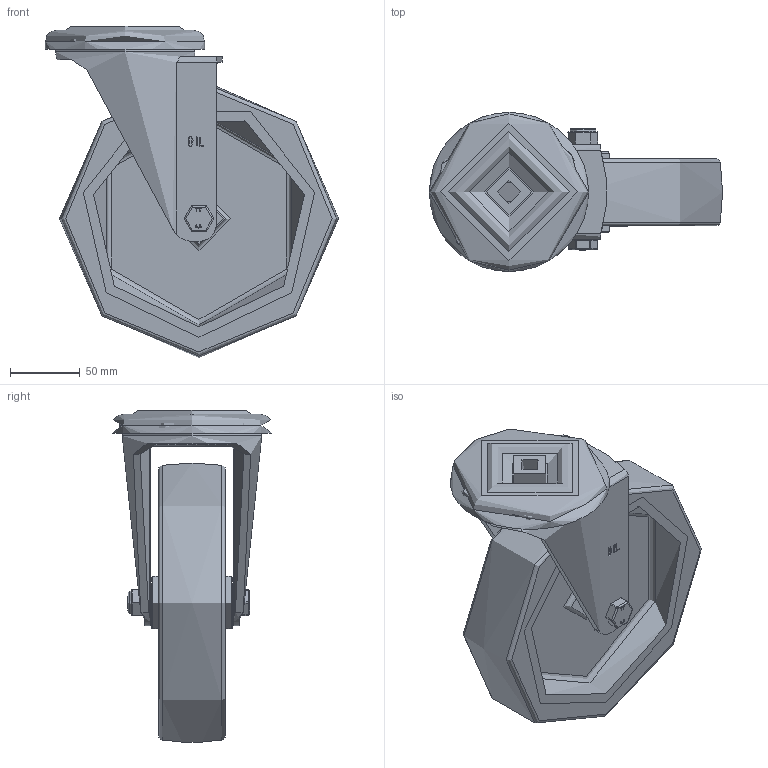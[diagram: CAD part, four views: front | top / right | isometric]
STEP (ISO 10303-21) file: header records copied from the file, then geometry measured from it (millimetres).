
FILE_DESCRIPTION(/* description */ ('','CAx-IF Rec.Pracs.---Representation and Presentation of Product Manufacturing Information (PMI)---4.0---2014-10-13'),/* implementation_level */ '2;1');
FILE_NAME(/* name */ 'BZMM200NPBH16.step',/* time_stamp */ '2024-11-22T08:54:56Z',/* author */ (''),/* organization */ (''),/* preprocessor_version */ 'ST-DEVELOPER v20',/* originating_system */ 'Autodesk Translation Framework v13.20.0.188',/* authorisation */ '');
FILE_SCHEMA (('AP242_MANAGED_MODEL_BASED_3D_ENGINEERING_MIM_LF { 1 0 10303 442 1 1 4 }'));
Length unit declared in the file: millimetre
Products named in the file (15): BZMM200NPBH16; BZMM200ASBH16 v1; ZINC PLATED, PRESSED STEEL HEAD; ZINC PLATED, PRESSED STEEL FORKS; BZH200WNP v1; POLYURETHANE TYRE; NYLON RIM; TUBEM20X60 v1; ZINC PLATED STEEL TUBE; HEXBOLTM12X80Z8.8 v2; GRADE 8.8 ZINC PLATED BOLT; NYLOCM12Z v1; NYLOC NUT; NUT; RUBBER
Assembly tree (14 placements, depth 4):
  BZMM200NPBH16
    BZMM200ASBH16 v1
      ZINC PLATED, PRESSED STEEL HEAD
      ZINC PLATED, PRESSED STEEL FORKS
    BZH200WNP v1
      POLYURETHANE TYRE
      NYLON RIM
    TUBEM20X60 v1
      ZINC PLATED STEEL TUBE
    HEXBOLTM12X80Z8.8 v2
      GRADE 8.8 ZINC PLATED BOLT
    NYLOCM12Z v1
      NYLOC NUT
        NUT
        RUBBER
Bounding box: 210 x 114 x 237.82 mm (x, y, z)
Volume: 1014571.1 mm3; surface area: 276058.1 mm2
Topology: 8 solids, 8 shells, 378 faces, 917 edges, 584 vertices
Faces by surface type: plane 162, cylinder 113, bspline 51, torus 25, sphere 18, cone 9
Full cylindrical faces by diameter (mm): 9.836 x18, 11.834 x18, 12 x3, 12.2 x2, 12.5 x1, 14 x2, 16.2 x1, 18 x1, 18.5 x1, 19.9 x1, 20.5 x1, 32.5 x3, 37.5 x2, 41 x1, 47 x1, 52 x1, 74 x1, 92 x1, 100 x1, 104 x1, 114 x1, 170 x2
Entity records: 17919 total; most frequent: CARTESIAN_POINT 9087, ORIENTED_EDGE 1834, DIRECTION 1611, EDGE_CURVE 917, AXIS2_PLACEMENT_3D 594, VERTEX_POINT 584, EDGE_LOOP 425, LINE 423
